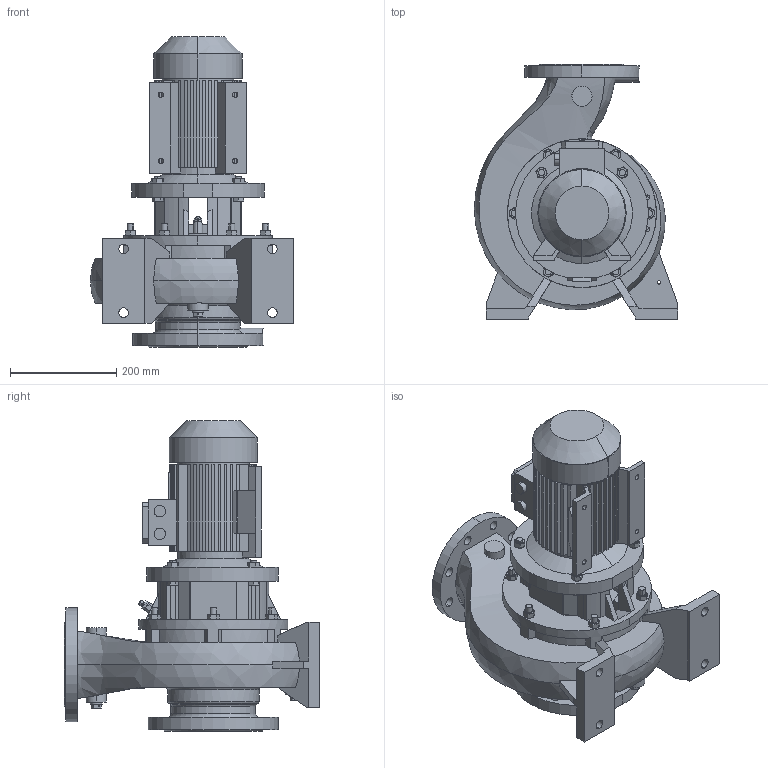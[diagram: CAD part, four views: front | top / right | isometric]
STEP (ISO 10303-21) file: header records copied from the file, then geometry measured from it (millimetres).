
FILE_DESCRIPTION (( 'STEP AP214' ), '1' );
FILE_NAME ('ﾌﾓ-311-200-ﾌ3-311-319-01-73.step', '2025-04-07T08:18:38', ( 'adb' ), ( '' ), 'SwSTEP 2.0', 'SolidWorks 2016', '' );
FILE_SCHEMA (( 'AUTOMOTIVE_DESIGN' ));
Length unit declared in the file: millimetre
Products named in the file (1): ﾌﾓ-311-200-ﾌ3-311-319-01-73
Bounding box: 382.43 x 480 x 584 mm (x, y, z)
Volume: 17304644.1 mm3; surface area: 1610903.9 mm2
Topology: 8 solids, 19 shells, 1039 faces, 2723 edges, 1783 vertices
Faces by surface type: plane 562, cylinder 360, cone 85, bspline 25, torus 7
Entity records: 52257 total; most frequent: CARTESIAN_POINT 14982, ORIENTED_EDGE 5442, DIRECTION 5246, EDGE_CURVE 2721, AXIS2_PLACEMENT_3D 1898, VERTEX_POINT 1783, VECTOR 1450, LINE 1450
